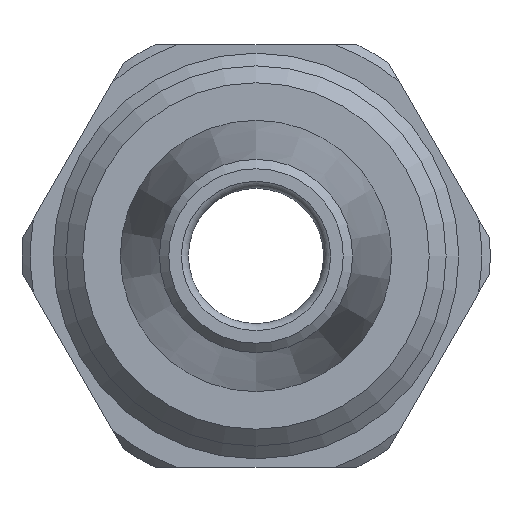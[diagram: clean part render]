
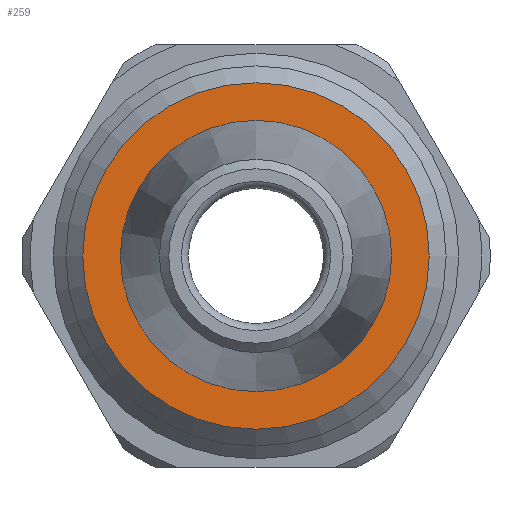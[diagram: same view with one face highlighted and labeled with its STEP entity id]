
A CAD part, left-side view. The second image highlights one B-rep face of the part: STEP entity #259.
In plain terms, the highlighted planar face has unit normal (-1, 0, 0).
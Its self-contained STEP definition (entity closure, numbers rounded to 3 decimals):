
#259 = ADVANCED_FACE( '', ( #456, #457 ), #458, .T. );
#456 = FACE_OUTER_BOUND( '', #684, .T. );
#457 = FACE_BOUND( '', #685, .T. );
#458 = PLANE( '', #686 );
#684 = EDGE_LOOP( '', ( #1115 ) );
#685 = EDGE_LOOP( '', ( #1116 ) );
#686 = AXIS2_PLACEMENT_3D( '', #1117, #1118, #1119 );
#1115 = ORIENTED_EDGE( '', *, *, #1289, .T. );
#1116 = ORIENTED_EDGE( '', *, *, #1288, .F. );
#1117 = CARTESIAN_POINT( '', ( -35.5, 0., 8.025 ) );
#1118 = DIRECTION( '', ( -1., 0., 0. ) );
#1119 = DIRECTION( '', ( 0., 0., 1. ) );
#1288 = EDGE_CURVE( '', #1511, #1511, #1512, .T. );
#1289 = EDGE_CURVE( '', #1513, #1513, #1514, .T. );
#1511 = VERTEX_POINT( '', #1836 );
#1512 = CIRCLE( '', #1837, 8.025 );
#1513 = VERTEX_POINT( '', #1838 );
#1514 = CIRCLE( '', #1839, 10.25 );
#1836 = CARTESIAN_POINT( '', ( -35.5, 0., 8.025 ) );
#1837 = AXIS2_PLACEMENT_3D( '', #2042, #2043, #2044 );
#1838 = CARTESIAN_POINT( '', ( -35.5, 0., 10.25 ) );
#1839 = AXIS2_PLACEMENT_3D( '', #2045, #2046, #2047 );
#2042 = CARTESIAN_POINT( '', ( -35.5, 0., 0. ) );
#2043 = DIRECTION( '', ( -1., 0., 0. ) );
#2044 = DIRECTION( '', ( 0., 0., 1. ) );
#2045 = CARTESIAN_POINT( '', ( -35.5, 0., 0. ) );
#2046 = DIRECTION( '', ( -1., 0., 0. ) );
#2047 = DIRECTION( '', ( 0., 0., 1. ) );
